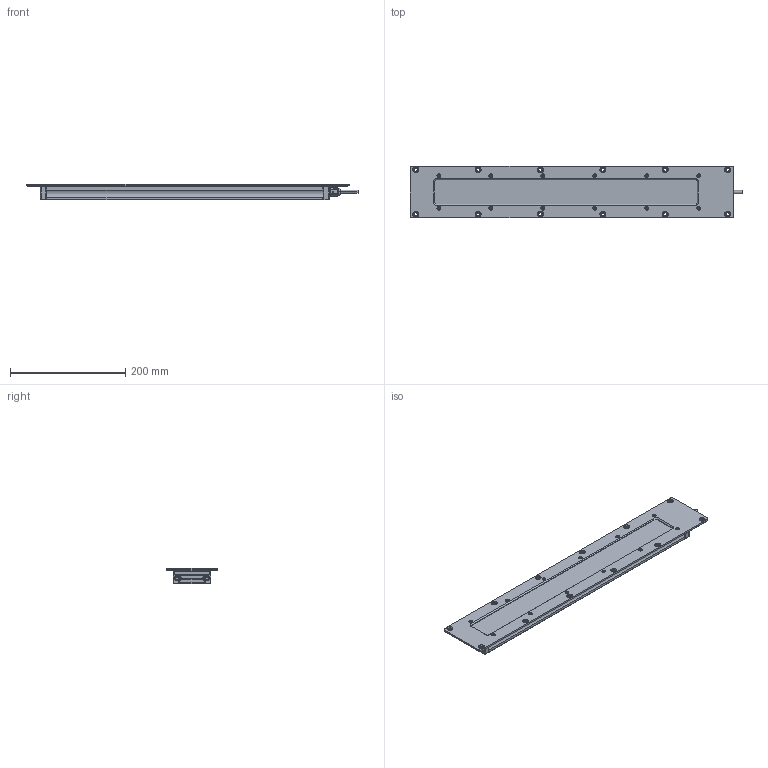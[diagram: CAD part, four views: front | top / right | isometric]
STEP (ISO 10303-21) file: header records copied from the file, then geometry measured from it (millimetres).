
FILE_DESCRIPTION((''),'2;1');
FILE_NAME('NLE26F SERIES.stp','2023-12-26T13:52:08',(''),(''),'Mechanical Desktop 2011','Mechanical Desktop 2011',', , ');
FILE_SCHEMA(('CONFIG_CONTROL_DESIGN'));
Length unit declared in the file: millimetre
Products named in the file (1): Product
Bounding box: 575 x 90 x 27.5 mm (x, y, z)
Volume: 835318 mm3; surface area: 233892 mm2
Topology: 25 solids, 25 shells, 1105 faces, 2817 edges, 1803 vertices
Faces by surface type: plane 334, bspline 307, cylinder 281, cone 152, torus 19, sphere 12
Full cylindrical faces by diameter (mm): 9.865 x4, 11.488 x1
Entity records: 39927 total; most frequent: CARTESIAN_POINT 14210, ORIENTED_EDGE 5610, DIRECTION 4935, EDGE_CURVE 2805, VERTEX_POINT 1803, AXIS2_PLACEMENT_3D 1778, VECTOR 1379, LINE 1379
